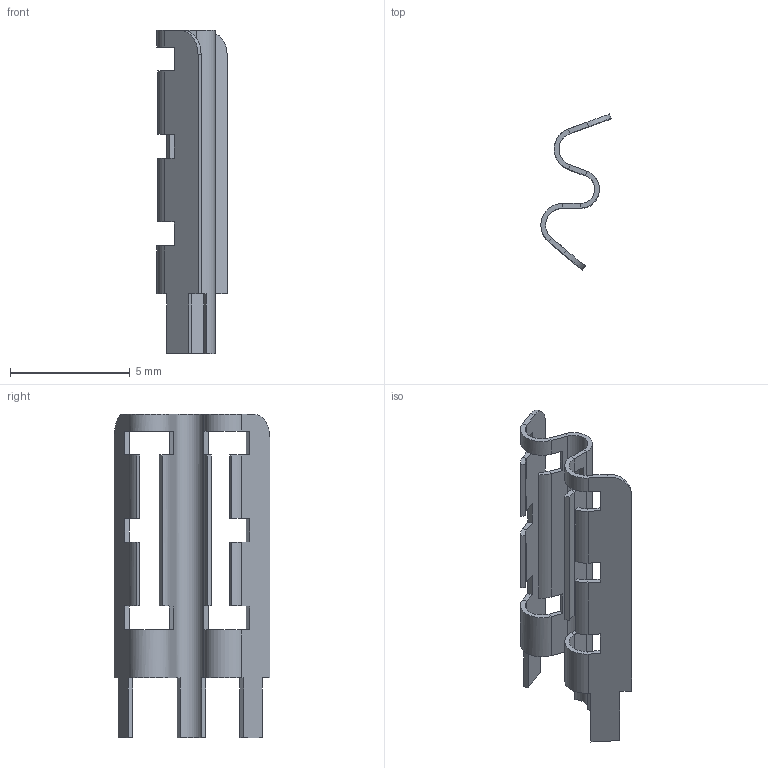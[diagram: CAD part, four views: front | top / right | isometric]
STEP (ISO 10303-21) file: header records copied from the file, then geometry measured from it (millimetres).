
FILE_DESCRIPTION(('FreeCAD Model'),'2;1');
FILE_NAME('Open CASCADE Shape Model','2021-08-04T21:07:11',('Author'),( ''),'Open CASCADE STEP processor 7.5','FreeCAD','Unknown');
FILE_SCHEMA(('AUTOMOTIVE_DESIGN { 1 0 10303 214 1 1 1 1 }'));
Length unit declared in the file: millimetre
Products named in the file (1): Body
Bounding box: 2.93 x 6.49 x 13.5 mm (x, y, z)
Volume: 20.6 mm3; surface area: 229 mm2
Topology: 1 solids, 1 shells, 112 faces, 278 edges, 164 vertices
Faces by surface type: plane 64, cylinder 24, bspline 24
Entity records: 11381 total; most frequent: CARTESIAN_POINT 6026, DIRECTION 903, LINE 657, VECTOR 657, ORIENTED_EDGE 556, PCURVE 556, DEFINITIONAL_REPRESENTATION 556, EDGE_CURVE 278
